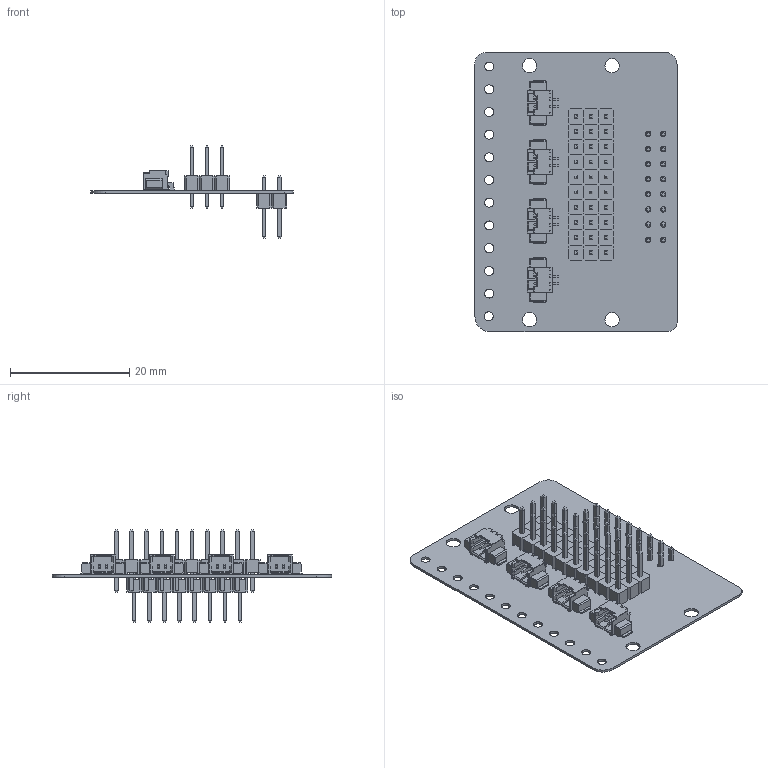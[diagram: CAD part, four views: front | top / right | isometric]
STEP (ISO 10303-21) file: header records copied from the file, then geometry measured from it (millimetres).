
FILE_DESCRIPTION(('Open CASCADE Model'),'2;1');
FILE_NAME('Open CASCADE Shape Model','2020-06-10T17:29:04',('Author'),( 'Open CASCADE'),'Open CASCADE STEP processor 6.8','Open CASCADE 6.8' ,'Unknown');
FILE_SCHEMA(('AUTOMOTIVE_DESIGN { 1 0 10303 214 1 1 1 1 }'));
Length unit declared in the file: millimetre
Products named in the file (13): PCB; Board; P20; MOLEX1.25-WS-2P; MOLEX1.25-WS-竘褐; LOGO?0.25; P18; P19; P17; P2; HEADER; P1
Assembly tree (64 placements, depth 4):
  PCB
    Board
    P20
      MOLEX1.25-WS-2P
        MOLEX1.25-WS-竘褐  x2
        LOGO?0.25
        MOLEX1.25-WS-2P
    P18
      MOLEX1.25-WS-2P
        MOLEX1.25-WS-竘褐  x2
        LOGO?0.25
        MOLEX1.25-WS-2P
    P19
      MOLEX1.25-WS-2P
        MOLEX1.25-WS-竘褐  x2
        LOGO?0.25
        MOLEX1.25-WS-2P
    P17
      MOLEX1.25-WS-2P
        MOLEX1.25-WS-竘褐  x2
        LOGO?0.25
        MOLEX1.25-WS-2P
    P2
      HEADER  x33
    P1
      HEADER  x16
Bounding box: 33.93 x 46.84 x 15.57 mm (x, y, z)
Volume: 1632.9 mm3; surface area: 6755.6 mm2
Topology: 126 solids, 126 shells, 3196 faces, 7894 edges, 5056 vertices
Faces by surface type: plane 2622, cylinder 402, bspline 164, sphere 8
Full cylindrical faces by diameter (mm): 0.9 x46, 1.5 x12, 2.4 x4
Entity records: 43053 total; most frequent: CARTESIAN_POINT 16625, DIRECTION 4045, LINE 2506, VECTOR 2506, ORIENTED_EDGE 2370, PCURVE 2370, DEFINITIONAL_REPRESENTATION 2370, EDGE_CURVE 1185
